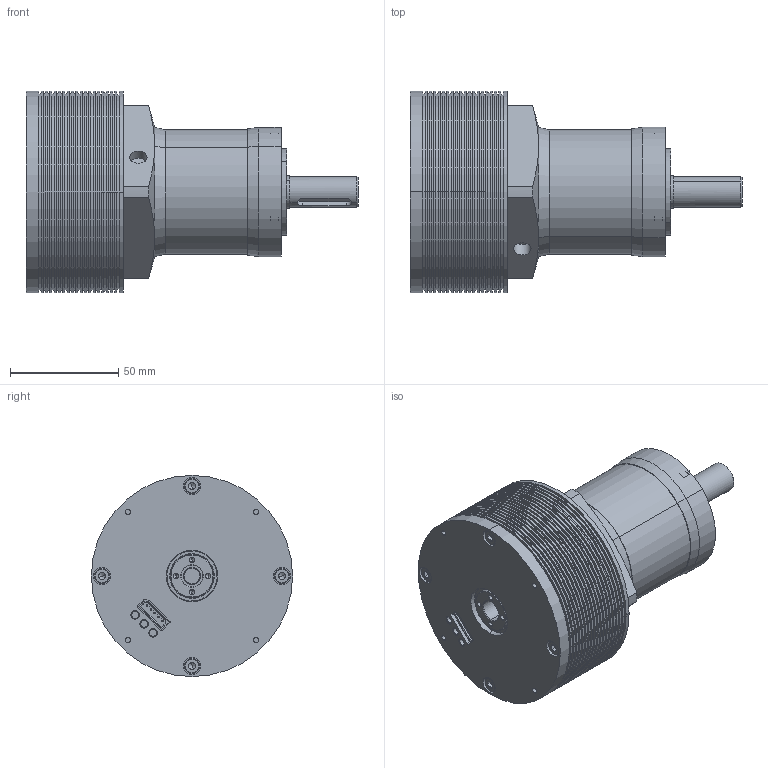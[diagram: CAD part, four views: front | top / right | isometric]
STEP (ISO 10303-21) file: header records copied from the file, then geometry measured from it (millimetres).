
FILE_DESCRIPTION (( 'STEP AP214' ), '1' );
FILE_NAME ('BA93PA60(2ST).STEP', '2023-07-28T08:52:11', ( '821079794744' ), ( '' ), 'SwSTEP 2.0', 'SolidWorks 2018', '' );
FILE_SCHEMA (( 'AUTOMOTIVE_DESIGN' ));
Length unit declared in the file: millimetre
Products named in the file (1): BA93PA60(2ST)
Bounding box: 153.5 x 93 x 93 mm (x, y, z)
Volume: 512230.7 mm3; surface area: 70035.8 mm2
Topology: 7 solids, 37 shells, 792 faces, 1754 edges, 1092 vertices
Faces by surface type: cylinder 346, plane 292, cone 106, bspline 32, torus 16
Entity records: 31161 total; most frequent: CARTESIAN_POINT 4979, DIRECTION 3989, ORIENTED_EDGE 3424, EDGE_CURVE 1712, AXIS2_PLACEMENT_3D 1624, VERTEX_POINT 1092, EDGE_LOOP 930, CIRCLE 863
